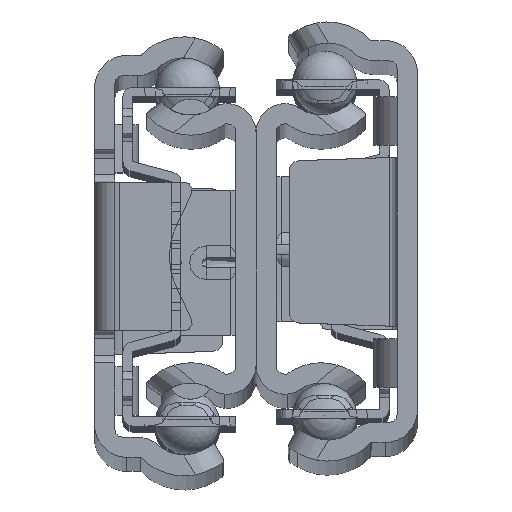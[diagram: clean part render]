
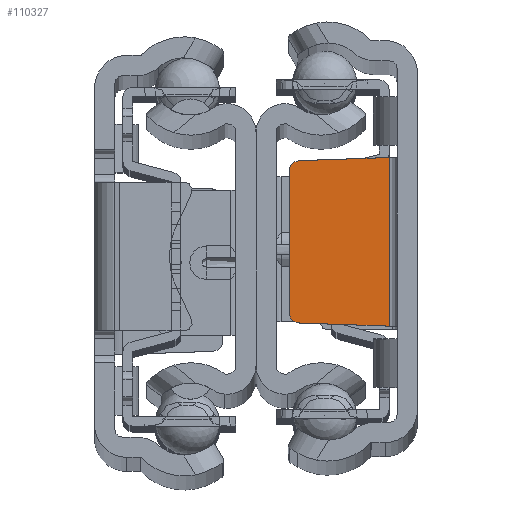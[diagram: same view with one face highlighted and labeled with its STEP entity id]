
A CAD part, top view. The second image highlights one B-rep face of the part: STEP entity #110327.
In plain terms, the highlighted planar face has unit normal (0, 0, 1).
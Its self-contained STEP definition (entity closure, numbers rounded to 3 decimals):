
#13444=PLANE('',#121300);
#18669=FACE_OUTER_BOUND('',#24303,.T.);
#24303=EDGE_LOOP('',(#102828,#102829,#102830,#102831,#102832,#102833));
#31517=LINE('',#210223,#38691);
#31523=LINE('',#210240,#38697);
#31527=LINE('',#210255,#38701);
#31529=LINE('',#210258,#38703);
#38691=VECTOR('',#150034,10.);
#38697=VECTOR('',#150050,10.);
#38701=VECTOR('',#150068,10.);
#38703=VECTOR('',#150072,10.);
#43459=CIRCLE('',#121283,0.6);
#43462=CIRCLE('',#121291,0.6);
#54263=VERTEX_POINT('',#210206);
#54264=VERTEX_POINT('',#210207);
#54270=VERTEX_POINT('',#210221);
#54274=VERTEX_POINT('',#210233);
#54275=VERTEX_POINT('',#210235);
#54276=VERTEX_POINT('',#210239);
#70557=EDGE_CURVE('',#54263,#54264,#43459,.T.);
#70565=EDGE_CURVE('',#54263,#54270,#31517,.T.);
#70571=EDGE_CURVE('',#54274,#54275,#43462,.T.);
#70573=EDGE_CURVE('',#54276,#54275,#31523,.T.);
#70581=EDGE_CURVE('',#54270,#54276,#31527,.T.);
#70583=EDGE_CURVE('',#54274,#54264,#31529,.T.);
#102828=ORIENTED_EDGE('',*,*,#70557,.F.);
#102829=ORIENTED_EDGE('',*,*,#70565,.T.);
#102830=ORIENTED_EDGE('',*,*,#70581,.T.);
#102831=ORIENTED_EDGE('',*,*,#70573,.T.);
#102832=ORIENTED_EDGE('',*,*,#70571,.F.);
#102833=ORIENTED_EDGE('',*,*,#70583,.T.);
#110327=ADVANCED_FACE('',(#18669),#13444,.T.);
#121283=AXIS2_PLACEMENT_3D('',#210208,#150020,#150021);
#121291=AXIS2_PLACEMENT_3D('',#210236,#150045,#150046);
#121300=AXIS2_PLACEMENT_3D('',#210257,#150070,#150071);
#150020=DIRECTION('center_axis',(0.,0.,
-1.));
#150021=DIRECTION('ref_axis',(-0.719,-0.695,0.));
#150034=DIRECTION('',(0.999,-0.035,0.));
#150045=DIRECTION('center_axis',(0.,0.,
-1.));
#150046=DIRECTION('ref_axis',(-0.719,0.695,0.));
#150050=DIRECTION('',(-0.999,-0.035,0.));
#150068=DIRECTION('',(0.,1.,0.));
#150070=DIRECTION('center_axis',(0.,0.,
1.));
#150071=DIRECTION('ref_axis',(1.,0.,0.));
#150072=DIRECTION('',(0.,-1.,0.));
#210206=CARTESIAN_POINT('',(7.079,-5.026,1017.15));
#210207=CARTESIAN_POINT('',(6.5,-4.427,1017.15));
#210208=CARTESIAN_POINT('Origin',(7.1,-4.427,1017.15));
#210221=CARTESIAN_POINT('',(12.7,-5.223,1017.15));
#210223=CARTESIAN_POINT('',(8.373,-5.071,1017.15));
#210233=CARTESIAN_POINT('',(6.5,4.427,1017.15));
#210235=CARTESIAN_POINT('',(7.079,5.026,1017.15));
#210236=CARTESIAN_POINT('Origin',(7.1,4.427,1017.15));
#210239=CARTESIAN_POINT('',(12.7,5.223,1017.15));
#210240=CARTESIAN_POINT('',(11.723,5.188,1017.15));
#210255=CARTESIAN_POINT('',(12.7,0.,1017.15));
#210257=CARTESIAN_POINT('Origin',(10.425,0.,
1017.15));
#210258=CARTESIAN_POINT('',(6.5,5.24,1017.15));
